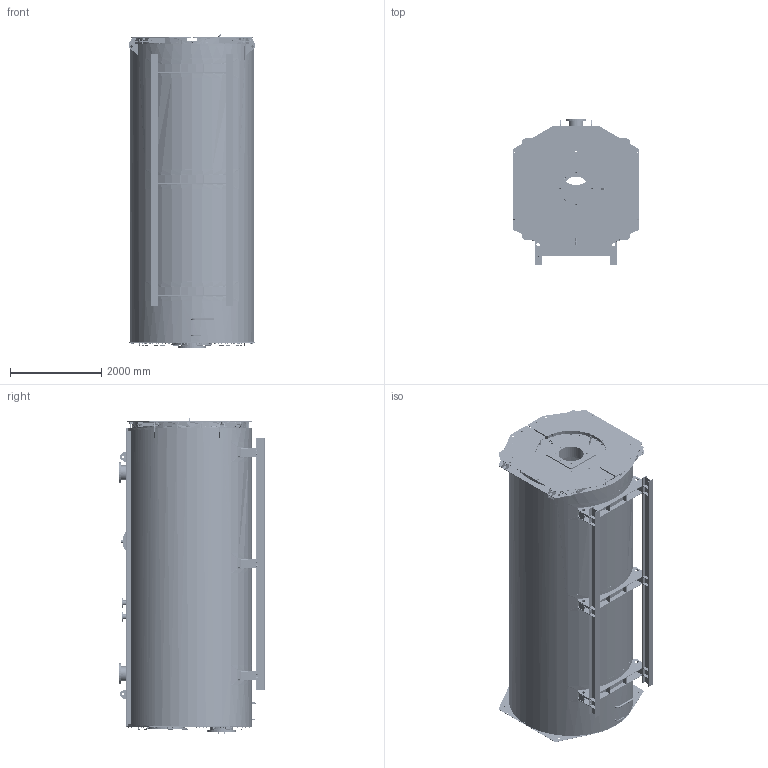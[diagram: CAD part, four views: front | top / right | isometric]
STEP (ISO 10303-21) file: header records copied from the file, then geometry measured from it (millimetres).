
FILE_DESCRIPTION(/* description */ (''),/* implementation_level */ '2;1');
FILE_NAME(/* name */ 'WH10.03.003.stp',/* time_stamp */ '2024-01-09T17:11:15+07:00',/* author */ ('v.aleksandrov'),/* organization */ (''),/* preprocessor_version */ 'ST-DEVELOPER v18',/* originating_system */ 'Autodesk Inventor 2020',/* authorisation */ '');
FILE_SCHEMA (('CONFIG_CONTROL_DESIGN'));
Products named in the file (1): WH10.03.003
Bounding box: 2751 x 3185 x 6926.92 mm (x, y, z)
Volume: 4865656832.2 mm3; surface area: 192117906.5 mm2
Topology: 35 solids, 180 shells, 10440 faces, 27046 edges, 17987 vertices
Faces by surface type: plane 6286, cylinder 3196, cone 551, torus 241, bspline 166
Full cylindrical faces by diameter (mm): 4 x1, 5 x12, 6 x147, 7.8 x1, 8 x142, 8.8 x1, 9 x12, 10 x312, 10.5 x82, 11 x114, 12 x12, 12.8 x26, 13 x76, 14 x34, 15 x104, 16 x22, 17 x5, 18 x66, 19 x5, 20 x43, 21 x178, 22 x17, 24 x8, 24.8 x12, 25 x15, 26 x25, 27.1 x1, 30 x33, 30.34 x1, 33.5 x1
Entity records: 372053 total; most frequent: CARTESIAN_POINT 98822, DIRECTION 55923, ORIENTED_EDGE 54222, EDGE_CURVE 27119, AXIS2_PLACEMENT_3D 20829, VERTEX_POINT 18004, LINE 14265, VECTOR 14265
